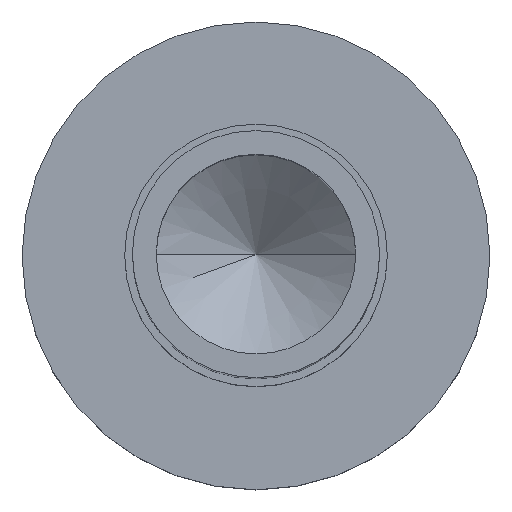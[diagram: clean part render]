
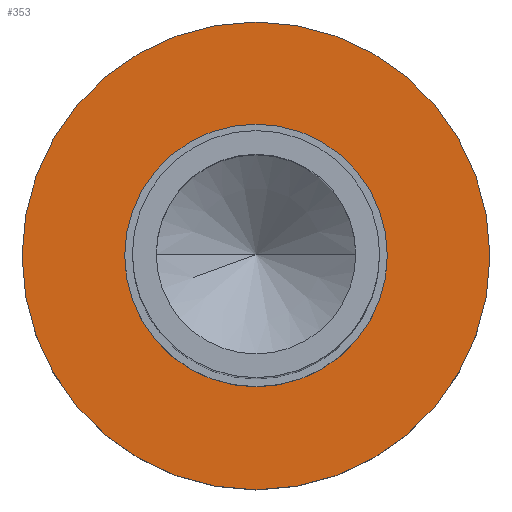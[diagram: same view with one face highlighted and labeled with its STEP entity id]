
A CAD part, top view. The second image highlights one B-rep face of the part: STEP entity #353.
In plain terms, the highlighted planar face has unit normal (0, 0, 1).
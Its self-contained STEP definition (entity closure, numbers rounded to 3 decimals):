
#18 = DIRECTION ( 'NONE',  ( 0., 0., -1. ) ) ;
#32 = EDGE_CURVE ( 'NONE', #223, #404, #244, .T. ) ;
#51 = CARTESIAN_POINT ( 'NONE',  ( 0., 0., 0.81 ) ) ;
#52 = ORIENTED_EDGE ( 'NONE', *, *, #32, .F. ) ;
#56 = DIRECTION ( 'NONE',  ( -1., 0., 0. ) ) ;
#62 = FACE_BOUND ( 'NONE', #235, .T. ) ;
#80 = CIRCLE ( 'NONE', #300, 1.04 ) ;
#85 = CARTESIAN_POINT ( 'NONE',  ( 1.969, 0., 0.81 ) ) ;
#94 = CIRCLE ( 'NONE', #170, 1.969 ) ;
#102 = EDGE_CURVE ( 'NONE', #400, #265, #94, .T. ) ;
#103 = ORIENTED_EDGE ( 'NONE', *, *, #102, .T. ) ;
#109 = CARTESIAN_POINT ( 'NONE',  ( 0., 0., 0.81 ) ) ;
#118 = DIRECTION ( 'NONE',  ( 0., 0., 1. ) ) ;
#120 = EDGE_CURVE ( 'NONE', #404, #223, #80, .T. ) ;
#149 = CARTESIAN_POINT ( 'NONE',  ( -1.969, 0., 0.81 ) ) ;
#159 = DIRECTION ( 'NONE',  ( 1., 0., 0. ) ) ;
#168 = PLANE ( 'NONE',  #218 ) ;
#170 = AXIS2_PLACEMENT_3D ( 'NONE', #109, #118, #381 ) ;
#180 = EDGE_LOOP ( 'NONE', ( #103, #230 ) ) ;
#203 = DIRECTION ( 'NONE',  ( 0., 0., 1. ) ) ;
#211 = CIRCLE ( 'NONE', #458, 1.969 ) ;
#214 = CARTESIAN_POINT ( 'NONE',  ( 1.04, 0., 0.81 ) ) ;
#218 = AXIS2_PLACEMENT_3D ( 'NONE', #248, #18, #56 ) ;
#223 = VERTEX_POINT ( 'NONE', #371 ) ;
#230 = ORIENTED_EDGE ( 'NONE', *, *, #331, .T. ) ;
#235 = EDGE_LOOP ( 'NONE', ( #268, #52 ) ) ;
#244 = CIRCLE ( 'NONE', #343, 1.04 ) ;
#248 = CARTESIAN_POINT ( 'NONE',  ( -1.969, 0., 0.81 ) ) ;
#265 = VERTEX_POINT ( 'NONE', #149 ) ;
#268 = ORIENTED_EDGE ( 'NONE', *, *, #120, .F. ) ;
#273 = CARTESIAN_POINT ( 'NONE',  ( 0., 0., 0.81 ) ) ;
#300 = AXIS2_PLACEMENT_3D ( 'NONE', #416, #418, #159 ) ;
#325 = DIRECTION ( 'NONE',  ( 1., 0., 0. ) ) ;
#331 = EDGE_CURVE ( 'NONE', #265, #400, #211, .T. ) ;
#343 = AXIS2_PLACEMENT_3D ( 'NONE', #273, #421, #348 ) ;
#346 = FACE_OUTER_BOUND ( 'NONE', #180, .T. ) ;
#348 = DIRECTION ( 'NONE',  ( 1., 0., 0. ) ) ;
#353 = ADVANCED_FACE ( 'NONE', ( #62, #346 ), #168, .F. ) ;
#371 = CARTESIAN_POINT ( 'NONE',  ( -1.04, 0., 0.81 ) ) ;
#381 = DIRECTION ( 'NONE',  ( 1., 0., 0. ) ) ;
#400 = VERTEX_POINT ( 'NONE', #85 ) ;
#404 = VERTEX_POINT ( 'NONE', #214 ) ;
#416 = CARTESIAN_POINT ( 'NONE',  ( 0., 0., 0.81 ) ) ;
#418 = DIRECTION ( 'NONE',  ( 0., 0., 1. ) ) ;
#421 = DIRECTION ( 'NONE',  ( 0., 0., 1. ) ) ;
#458 = AXIS2_PLACEMENT_3D ( 'NONE', #51, #203, #325 ) ;
